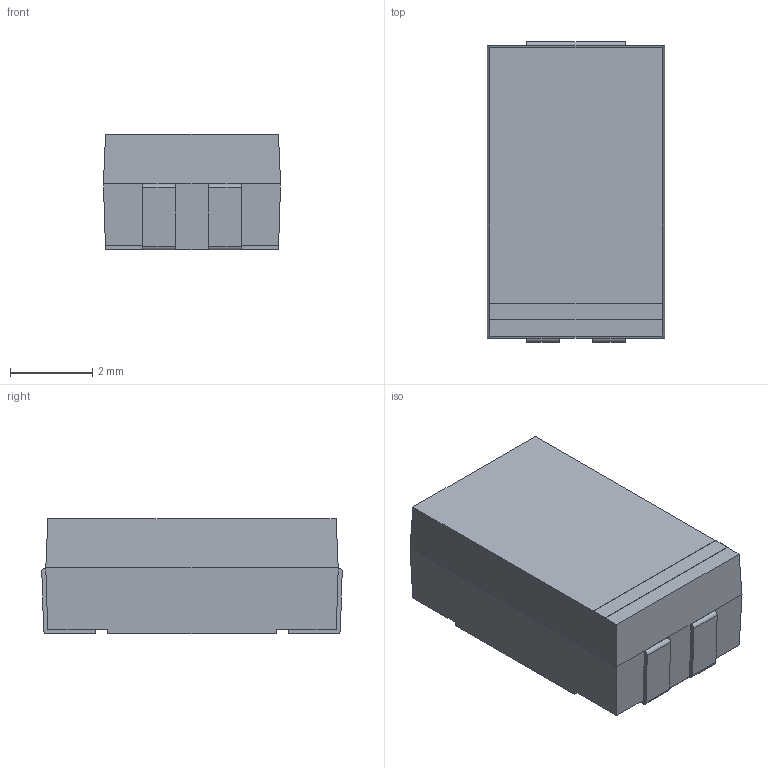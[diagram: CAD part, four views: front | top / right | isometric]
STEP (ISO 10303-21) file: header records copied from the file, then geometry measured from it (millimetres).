
FILE_DESCRIPTION(/* description */ (''),/* implementation_level */ '2;1');
FILE_NAME(/* name */ 'STEC_D.step',/* time_stamp */ '2010-06-20T21:49:32+08:00',/* author */ (''),/* organization */ (''),/* preprocessor_version */ 'ST-DEVELOPER v11',/* originating_system */ 'SIEMENS UGS NX 6.0',/* authorisation */ '');
FILE_SCHEMA (('AUTOMOTIVE_DESIGN { 1 0 10303 214 1 1 1 1 }'));
Length unit declared in the file: millimetre
Products named in the file (1): STEC_D
Bounding box: 4.3 x 7.29 x 2.81 mm (x, y, z)
Volume: 83.9 mm3; surface area: 124.5 mm2
Topology: 1 solids, 1 shells, 46 faces, 116 edges, 72 vertices
Faces by surface type: plane 40, cylinder 6
Entity records: 1693 total; most frequent: CARTESIAN_POINT 235, ORIENTED_EDGE 232, DIRECTION 222, EDGE_CURVE 116, LINE 104, VECTOR 104, VERTEX_POINT 72, AXIS2_PLACEMENT_3D 59
